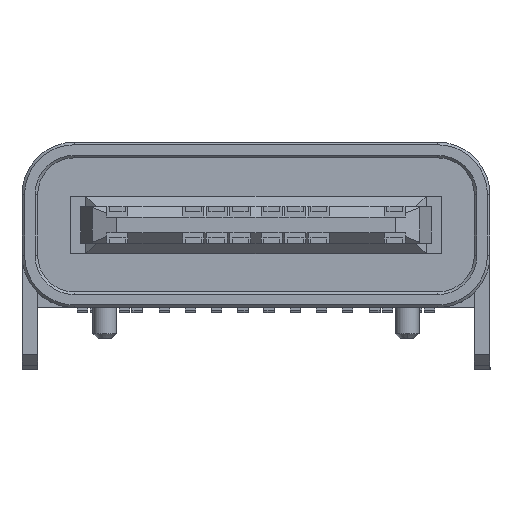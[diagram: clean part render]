
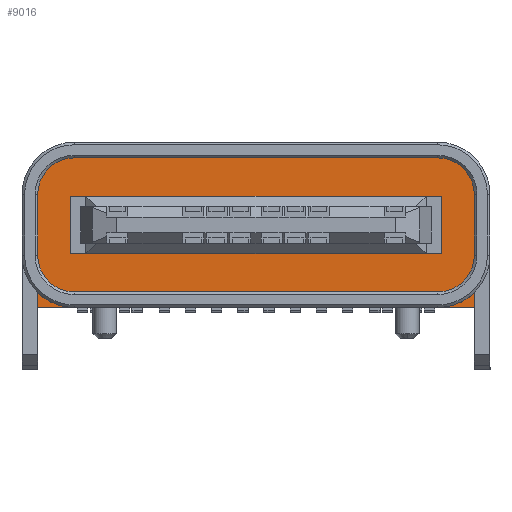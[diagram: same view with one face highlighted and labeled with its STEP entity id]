
A CAD part, front view. The second image highlights one B-rep face of the part: STEP entity #9016.
In plain terms, the highlighted planar face has unit normal (0, -1, 0).
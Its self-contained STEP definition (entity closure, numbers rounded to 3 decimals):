
#772 = CARTESIAN_POINT ( 'NONE',  ( -4.17, 0.525, 1.12 ) ) ;
#957 = CARTESIAN_POINT ( 'NONE',  ( 4.17, 0.525, 2.25 ) ) ;
#1034 = CARTESIAN_POINT ( 'NONE',  ( 3.47, 0.525, 2.95 ) ) ;
#1585 = AXIS2_PLACEMENT_3D ( 'NONE', #23560, #3656, #13627 ) ;
#1802 = DIRECTION ( 'NONE',  ( -1., 0., 0. ) ) ;
#2062 = VERTEX_POINT ( 'NONE', #25473 ) ;
#3246 = EDGE_CURVE ( 'NONE', #5560, #3526, #13527, .T. ) ;
#3432 = CARTESIAN_POINT ( 'NONE',  ( 4.17, 0.525, 0.09 ) ) ;
#3526 = VERTEX_POINT ( 'NONE', #16046 ) ;
#3656 = DIRECTION ( 'NONE',  ( 0., 1., 0. ) ) ;
#4348 = DIRECTION ( 'NONE',  ( 0., 0., -1. ) ) ;
#4486 = DIRECTION ( 'NONE',  ( 0., -1., 0. ) ) ;
#5026 = DIRECTION ( 'NONE',  ( 0., 0., -1. ) ) ;
#5399 = CIRCLE ( 'NONE', #1585, 0.7 ) ;
#5560 = VERTEX_POINT ( 'NONE', #957 ) ;
#5561 = LINE ( 'NONE', #3432, #8175 ) ;
#5568 = PLANE ( 'NONE',  #12070 ) ;
#5689 = LINE ( 'NONE', #11668, #24703 ) ;
#5786 = DIRECTION ( 'NONE',  ( 0., -1., 0. ) ) ;
#5899 = ORIENTED_EDGE ( 'NONE', *, *, #22573, .T. ) ;
#5933 = CARTESIAN_POINT ( 'NONE',  ( 3.47, 0.525, 2.25 ) ) ;
#6253 = ORIENTED_EDGE ( 'NONE', *, *, #3246, .F. ) ;
#6983 = CARTESIAN_POINT ( 'NONE',  ( -4.17, 0.525, 1.09 ) ) ;
#8150 = CARTESIAN_POINT ( 'NONE',  ( -3.55, 0.525, 2.22 ) ) ;
#8175 = VECTOR ( 'NONE', #19367, 1000. ) ;
#8430 = CIRCLE ( 'NONE', #20296, 0.7 ) ;
#9016 = ADVANCED_FACE ( 'NONE', ( #15664, #23741 ), #5568, .T. ) ;
#9106 = DIRECTION ( 'NONE',  ( 0., 0., 1. ) ) ;
#9109 = CARTESIAN_POINT ( 'NONE',  ( -3.55, 0.525, 2.22 ) ) ;
#9874 = LINE ( 'NONE', #8150, #12731 ) ;
#10084 = DIRECTION ( 'NONE',  ( 1., 0., 0. ) ) ;
#10096 = CARTESIAN_POINT ( 'NONE',  ( -3.47, 0.525, 2.95 ) ) ;
#10273 = VERTEX_POINT ( 'NONE', #18467 ) ;
#10301 = VERTEX_POINT ( 'NONE', #22445 ) ;
#10634 = VERTEX_POINT ( 'NONE', #9109 ) ;
#11668 = CARTESIAN_POINT ( 'NONE',  ( -4.17, 0.525, 2.22 ) ) ;
#11883 = VECTOR ( 'NONE', #21805, 1000. ) ;
#12070 = AXIS2_PLACEMENT_3D ( 'NONE', #22661, #4486, #10084 ) ;
#12445 = CARTESIAN_POINT ( 'NONE',  ( 3.55, 0.525, 2.22 ) ) ;
#12678 = VECTOR ( 'NONE', #9106, 1000. ) ;
#12731 = VECTOR ( 'NONE', #22191, 1000. ) ;
#12818 = ORIENTED_EDGE ( 'NONE', *, *, #25738, .F. ) ;
#13057 = CARTESIAN_POINT ( 'NONE',  ( 3.55, 0.525, 1.12 ) ) ;
#13248 = DIRECTION ( 'NONE',  ( -1., 0., 0. ) ) ;
#13259 = ORIENTED_EDGE ( 'NONE', *, *, #22381, .T. ) ;
#13527 = LINE ( 'NONE', #23201, #18094 ) ;
#13552 = VECTOR ( 'NONE', #13248, 1000. ) ;
#13627 = DIRECTION ( 'NONE',  ( -1., 0., 0. ) ) ;
#14798 = LINE ( 'NONE', #6983, #12678 ) ;
#14889 = VERTEX_POINT ( 'NONE', #10096 ) ;
#15297 = EDGE_CURVE ( 'NONE', #2062, #19348, #18682, .T. ) ;
#15554 = EDGE_CURVE ( 'NONE', #10273, #14889, #5399, .T. ) ;
#15664 = FACE_OUTER_BOUND ( 'NONE', #25356, .T. ) ;
#16046 = CARTESIAN_POINT ( 'NONE',  ( 4.17, 0.525, 0.09 ) ) ;
#16333 = CARTESIAN_POINT ( 'NONE',  ( -4.17, 0.525, 0.09 ) ) ;
#16624 = EDGE_CURVE ( 'NONE', #5560, #17573, #8430, .T. ) ;
#16919 = EDGE_CURVE ( 'NONE', #20021, #10273, #14798, .T. ) ;
#16943 = ORIENTED_EDGE ( 'NONE', *, *, #15297, .T. ) ;
#17228 = LINE ( 'NONE', #772, #13552 ) ;
#17573 = VERTEX_POINT ( 'NONE', #1034 ) ;
#17615 = EDGE_CURVE ( 'NONE', #19348, #10301, #17228, .T. ) ;
#18033 = ORIENTED_EDGE ( 'NONE', *, *, #25826, .T. ) ;
#18094 = VECTOR ( 'NONE', #5026, 1000. ) ;
#18467 = CARTESIAN_POINT ( 'NONE',  ( -4.17, 0.525, 2.25 ) ) ;
#18587 = EDGE_LOOP ( 'NONE', ( #18975, #5899, #18033, #16943 ) ) ;
#18682 = LINE ( 'NONE', #12445, #20260 ) ;
#18975 = ORIENTED_EDGE ( 'NONE', *, *, #17615, .T. ) ;
#19348 = VERTEX_POINT ( 'NONE', #13057 ) ;
#19367 = DIRECTION ( 'NONE',  ( -1., 0., 0. ) ) ;
#19504 = DIRECTION ( 'NONE',  ( 1., 0., 0. ) ) ;
#19691 = CARTESIAN_POINT ( 'NONE',  ( -4.17, 0.525, 2.95 ) ) ;
#20021 = VERTEX_POINT ( 'NONE', #16333 ) ;
#20260 = VECTOR ( 'NONE', #4348, 1000. ) ;
#20296 = AXIS2_PLACEMENT_3D ( 'NONE', #5933, #5786, #1802 ) ;
#21278 = LINE ( 'NONE', #19691, #11883 ) ;
#21805 = DIRECTION ( 'NONE',  ( -1., 0., 0. ) ) ;
#22191 = DIRECTION ( 'NONE',  ( 0., 0., 1. ) ) ;
#22381 = EDGE_CURVE ( 'NONE', #17573, #14889, #21278, .T. ) ;
#22445 = CARTESIAN_POINT ( 'NONE',  ( -3.55, 0.525, 1.12 ) ) ;
#22573 = EDGE_CURVE ( 'NONE', #10301, #10634, #9874, .T. ) ;
#22661 = CARTESIAN_POINT ( 'NONE',  ( -4.17, 0.525, 11.493 ) ) ;
#23082 = ORIENTED_EDGE ( 'NONE', *, *, #16919, .F. ) ;
#23201 = CARTESIAN_POINT ( 'NONE',  ( 4.17, 0.525, 1.09 ) ) ;
#23560 = CARTESIAN_POINT ( 'NONE',  ( -3.47, 0.525, 2.25 ) ) ;
#23741 = FACE_BOUND ( 'NONE', #18587, .T. ) ;
#24218 = ORIENTED_EDGE ( 'NONE', *, *, #15554, .F. ) ;
#24703 = VECTOR ( 'NONE', #19504, 1000. ) ;
#25010 = ORIENTED_EDGE ( 'NONE', *, *, #16624, .T. ) ;
#25356 = EDGE_LOOP ( 'NONE', ( #12818, #6253, #25010, #13259, #24218, #23082 ) ) ;
#25473 = CARTESIAN_POINT ( 'NONE',  ( 3.55, 0.525, 2.22 ) ) ;
#25738 = EDGE_CURVE ( 'NONE', #3526, #20021, #5561, .T. ) ;
#25826 = EDGE_CURVE ( 'NONE', #10634, #2062, #5689, .T. ) ;
